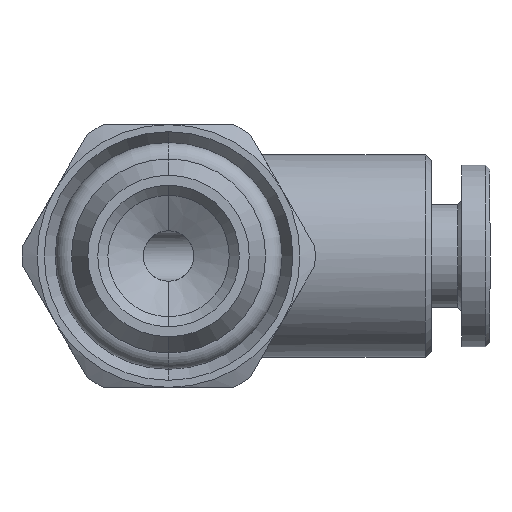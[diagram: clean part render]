
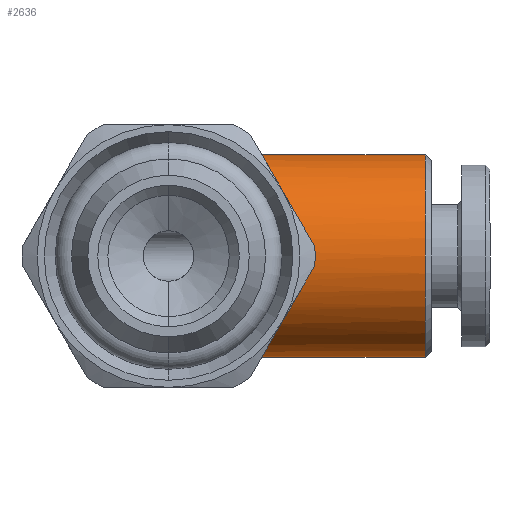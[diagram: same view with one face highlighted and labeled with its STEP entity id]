
A CAD part, front view. The second image highlights one B-rep face of the part: STEP entity #2636.
In plain terms, the highlighted cylindrical face has radius 5 mm (diameter 10 mm), a partial arc.
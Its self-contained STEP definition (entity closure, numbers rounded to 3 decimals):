
#23 = CARTESIAN_POINT ( 'NONE',  ( 4.692, -4.847, 1.251 ) ) ;
#26 = CARTESIAN_POINT ( 'NONE',  ( 4.83, -4.981, -0.507 ) ) ;
#27 = CARTESIAN_POINT ( 'NONE',  ( 4.829, -4.98, 0.513 ) ) ;
#29 = CARTESIAN_POINT ( 'NONE',  ( 4.452, -4.615, -1.938 ) ) ;
#30 = CARTESIAN_POINT ( 'NONE',  ( 4., -4.181, -2.743 ) ) ;
#32 = CARTESIAN_POINT ( 'NONE',  ( 4.85, -5., 0.261 ) ) ;
#36 = CARTESIAN_POINT ( 'NONE',  ( 4.126, -4.301, -2.559 ) ) ;
#38 = CARTESIAN_POINT ( 'NONE',  ( 4.752, -4.905, -1.004 ) ) ;
#48 = CARTESIAN_POINT ( 'NONE',  ( 4.543, -4.703, -1.716 ) ) ;
#59 = CARTESIAN_POINT ( 'NONE',  ( 4.85, -5., -0.254 ) ) ;
#62 = CARTESIAN_POINT ( 'NONE',  ( 4.244, -4.414, -2.36 ) ) ;
#63 = CARTESIAN_POINT ( 'NONE',  ( 4.751, -4.904, 1.007 ) ) ;
#69 = CARTESIAN_POINT ( 'NONE',  ( 4.693, -4.847, -1.25 ) ) ;
#110 = CARTESIAN_POINT ( 'NONE',  ( -3.45, 0., 0. ) ) ;
#111 = DIRECTION ( 'NONE',  ( -1., 0., 0. ) ) ;
#112 = DIRECTION ( 'NONE',  ( 0., 0., 1. ) ) ;
#120 = CARTESIAN_POINT ( 'NONE',  ( -3.45, 0., 5. ) ) ;
#121 = DIRECTION ( 'NONE',  ( -1., 0., 0. ) ) ;
#251 = VERTEX_POINT ( 'NONE', #942 ) ;
#286 = VERTEX_POINT ( 'NONE', #947 ) ;
#301 = VERTEX_POINT ( 'NONE', #954 ) ;
#317 = VERTEX_POINT ( 'NONE', #967 ) ;
#344 = VERTEX_POINT ( 'NONE', #960 ) ;
#349 = VERTEX_POINT ( 'NONE', #957 ) ;
#525 = FACE_OUTER_BOUND ( 'NONE', #1668, .T. ) ;
#551 = CYLINDRICAL_SURFACE ( 'NONE', #2935, 5. ) ;
#559 = LINE ( 'NONE', #120, #2562 ) ;
#591 = ORIENTED_EDGE ( 'NONE', *, *, #713, .F. ) ;
#595 = ORIENTED_EDGE ( 'NONE', *, *, #689, .T. ) ;
#600 = ORIENTED_EDGE ( 'NONE', *, *, #2734, .F. ) ;
#604 = ORIENTED_EDGE ( 'NONE', *, *, #731, .T. ) ;
#611 = ORIENTED_EDGE ( 'NONE', *, *, #2639, .T. ) ;
#622 = ORIENTED_EDGE ( 'NONE', *, *, #2687, .F. ) ;
#630 = CIRCLE ( 'NONE', #2592, 5. ) ;
#689 = EDGE_CURVE ( 'NONE', #349, #301, #1367, .T. ) ;
#713 = EDGE_CURVE ( 'NONE', #349, #317, #1410, .T. ) ;
#731 = EDGE_CURVE ( 'NONE', #344, #286, #2890, .T. ) ;
#887 = CARTESIAN_POINT ( 'NONE',  ( 4.244, -4.415, 2.358 ) ) ;
#888 = CARTESIAN_POINT ( 'NONE',  ( 4.542, -4.702, 1.718 ) ) ;
#896 = CARTESIAN_POINT ( 'NONE',  ( 4.452, -4.615, 1.939 ) ) ;
#902 = CARTESIAN_POINT ( 'NONE',  ( 4.126, -4.302, 2.558 ) ) ;
#903 = CARTESIAN_POINT ( 'NONE',  ( 4., -4.181, 2.743 ) ) ;
#942 = CARTESIAN_POINT ( 'NONE',  ( 4., 0., -5. ) ) ;
#947 = CARTESIAN_POINT ( 'NONE',  ( 12.7, 0., 5. ) ) ;
#954 = CARTESIAN_POINT ( 'NONE',  ( 4., -4.181, -2.743 ) ) ;
#957 = CARTESIAN_POINT ( 'NONE',  ( 4., -4.181, 2.743 ) ) ;
#960 = CARTESIAN_POINT ( 'NONE',  ( 12.7, 0., -5. ) ) ;
#967 = CARTESIAN_POINT ( 'NONE',  ( 4., 0., 5. ) ) ;
#1085 = CARTESIAN_POINT ( 'NONE',  ( 4., 0., 0. ) ) ;
#1086 = DIRECTION ( 'NONE',  ( -1., 0., 0. ) ) ;
#1087 = DIRECTION ( 'NONE',  ( 0., 0., 1. ) ) ;
#1347 = DIRECTION ( 'NONE',  ( 0., 0., 1. ) ) ;
#1353 = DIRECTION ( 'NONE',  ( -1., 0., 0. ) ) ;
#1354 = CARTESIAN_POINT ( 'NONE',  ( 4., 0., 0. ) ) ;
#1367 = B_SPLINE_CURVE_WITH_KNOTS ( 'NONE', 3,
 ( #903, #902, #887, #896, #888, #23, #63, #27, #32, #59, #26, #38, #69, #48, #29, #62, #36, #30 ),
 .UNSPECIFIED., .F., .F.,
 ( 4, 2, 2, 2, 2, 2, 2, 2, 4 ),
 ( 0.023, 0.024, 0.025, 0.025, 0.026, 0.027, 0.028, 0.028, 0.029 ),
 .UNSPECIFIED. ) ;
#1404 = AXIS2_PLACEMENT_3D ( 'NONE', #1354, #1353, #1347 ) ;
#1410 = CIRCLE ( 'NONE', #1404, 5. ) ;
#1668 = EDGE_LOOP ( 'NONE', ( #600, #604, #611, #591, #595, #622 ) ) ;
#1826 = CARTESIAN_POINT ( 'NONE',  ( -3.45, 0., -5. ) ) ;
#1827 = DIRECTION ( 'NONE',  ( -1., 0., 0. ) ) ;
#1885 = CARTESIAN_POINT ( 'NONE',  ( 12.7, 0., 0. ) ) ;
#1886 = DIRECTION ( 'NONE',  ( -1., 0., 0. ) ) ;
#1887 = DIRECTION ( 'NONE',  ( 0., 0., 1. ) ) ;
#2432 = VECTOR ( 'NONE', #1827, 1000. ) ;
#2562 = VECTOR ( 'NONE', #121, 1000. ) ;
#2592 = AXIS2_PLACEMENT_3D ( 'NONE', #1085, #1086, #1087 ) ;
#2636 = ADVANCED_FACE ( 'NONE', ( #525 ), #551, .T. ) ;
#2639 = EDGE_CURVE ( 'NONE', #286, #317, #559, .T. ) ;
#2687 = EDGE_CURVE ( 'NONE', #251, #301, #630, .T. ) ;
#2734 = EDGE_CURVE ( 'NONE', #344, #251, #2809, .T. ) ;
#2809 = LINE ( 'NONE', #1826, #2432 ) ;
#2874 = AXIS2_PLACEMENT_3D ( 'NONE', #1885, #1886, #1887 ) ;
#2890 = CIRCLE ( 'NONE', #2874, 5. ) ;
#2935 = AXIS2_PLACEMENT_3D ( 'NONE', #110, #111, #112 ) ;
